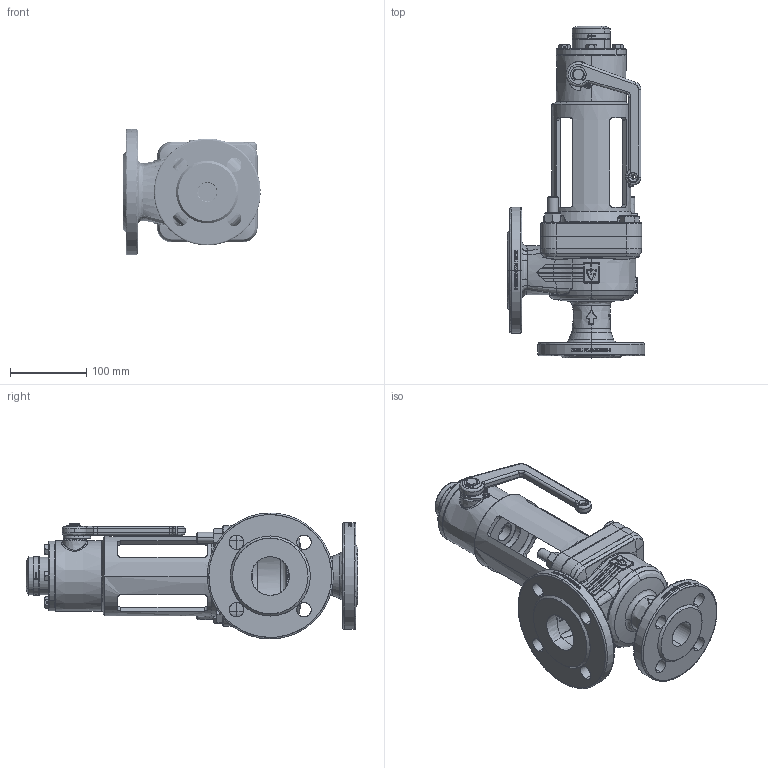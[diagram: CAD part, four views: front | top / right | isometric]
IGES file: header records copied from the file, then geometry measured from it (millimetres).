
Start section: SolidWorks IGES file using analytic representation for surfaces
Global section: file name: 355SGL_32_FLFL_3250_MD.IGS; native system: SolidWorks 2020; preprocessor: SolidWorks 2020; author: Hehr; date: 200806.150022; units: millimetre
Bounding box: 180 x 435.3 x 165 mm (x, y, z)
Surface area: 461687.8 mm2 (no closed solid volume)
Topology: 0 solids, 0 shells, 2280 faces, 30278 edges, 30240 vertices
Faces by surface type: bspline 1429, revolution 851
